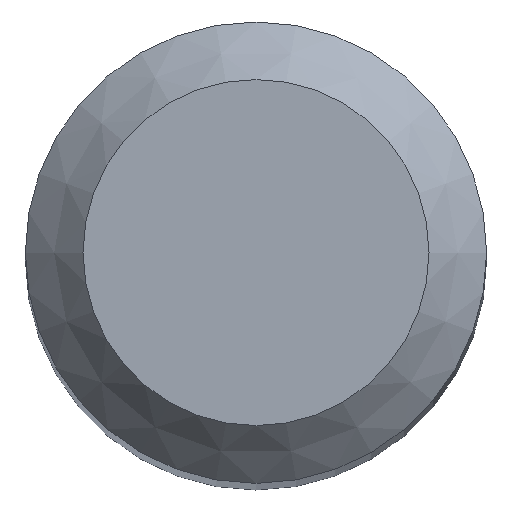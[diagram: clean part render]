
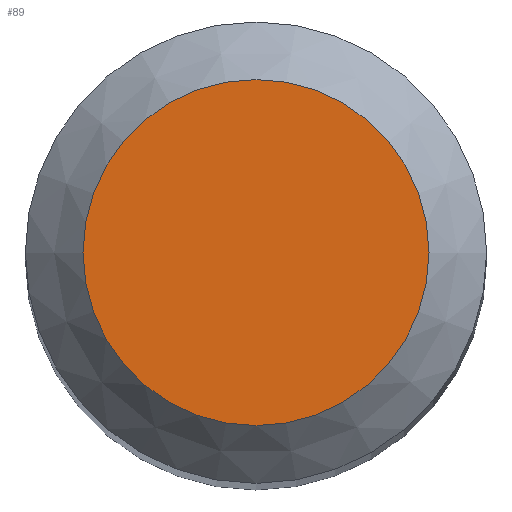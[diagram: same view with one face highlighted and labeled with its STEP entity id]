
A CAD part, top view. The second image highlights one B-rep face of the part: STEP entity #89.
In plain terms, the highlighted planar face has unit normal (0, 0, 1).
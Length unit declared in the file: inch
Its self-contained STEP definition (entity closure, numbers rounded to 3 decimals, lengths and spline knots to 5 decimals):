
#16=PLANE('',#122);
#22=FACE_OUTER_BOUND('',#27,.T.);
#27=EDGE_LOOP('',(#81,#82));
#40=CIRCLE('',#120,0.05906);
#41=CIRCLE('',#121,0.05906);
#48=VERTEX_POINT('',#173);
#49=VERTEX_POINT('',#175);
#59=EDGE_CURVE('',#48,#49,#40,.T.);
#60=EDGE_CURVE('',#49,#48,#41,.T.);
#81=ORIENTED_EDGE('',*,*,#60,.F.);
#82=ORIENTED_EDGE('',*,*,#59,.F.);
#89=ADVANCED_FACE('',(#22),#16,.T.);
#120=AXIS2_PLACEMENT_3D('',#176,#148,#149);
#121=AXIS2_PLACEMENT_3D('',#177,#150,#151);
#122=AXIS2_PLACEMENT_3D('',#178,#152,#153);
#148=DIRECTION('center_axis',(0.,0.,-1.));
#149=DIRECTION('ref_axis',(-1.,0.,0.));
#150=DIRECTION('center_axis',(0.,0.,-1.));
#151=DIRECTION('ref_axis',(-1.,0.,0.));
#152=DIRECTION('center_axis',(0.,0.,1.));
#153=DIRECTION('ref_axis',(1.,0.,0.));
#173=CARTESIAN_POINT('',(0.05906,0.,0.66929));
#175=CARTESIAN_POINT('',(-0.05906,0.,0.66929));
#176=CARTESIAN_POINT('Origin',(0.,0.,0.66929));
#177=CARTESIAN_POINT('Origin',(0.,0.,0.66929));
#178=CARTESIAN_POINT('Origin',(0.,0.,0.66929));
